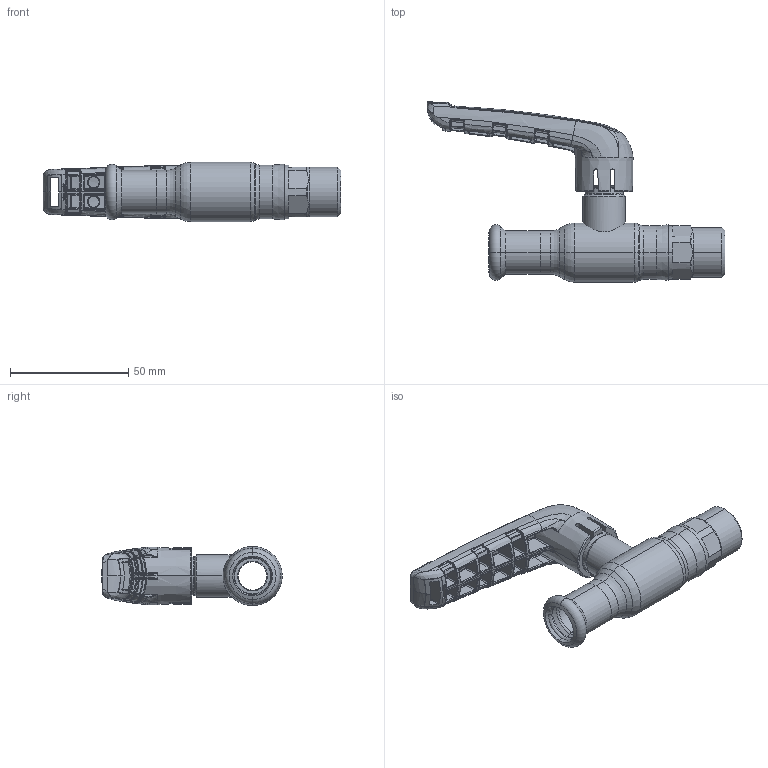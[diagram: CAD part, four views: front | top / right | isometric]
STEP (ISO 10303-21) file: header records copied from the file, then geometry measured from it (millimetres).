
FILE_DESCRIPTION (( 'STEP AP214' ), '1' );
FILE_NAME ('2010001210-xxxx.step', '2019-05-09T11:06:33', ( '' ), ( '' ), 'SwSTEP 2.0', 'SolidWorks 2017', '' );
FILE_SCHEMA (( 'AUTOMOTIVE_DESIGN' ));
Length unit declared in the file: millimetre
Products named in the file (1): 2010001210-xxxx
Bounding box: 125.78 x 76.18 x 25 mm (x, y, z)
Surface area: 20764.3 mm2 (no closed solid volume)
Topology: 0 solids, 8 shells, 830 faces, 2493 edges, 1565 vertices
Faces by surface type: bspline 669, plane 62, cylinder 39, cone 37, torus 23
Entity records: 60775 total; most frequent: CARTESIAN_POINT 35442, ORIENTED_EDGE 4264, EDGE_CURVE 2465, B_SPLINE_CURVE_WITH_KNOTS 1709, DIRECTION 1639, VERTEX_POINT 1565, EDGE_LOOP 852, UNCERTAINTY_MEASURE_WITH_UNIT 832
